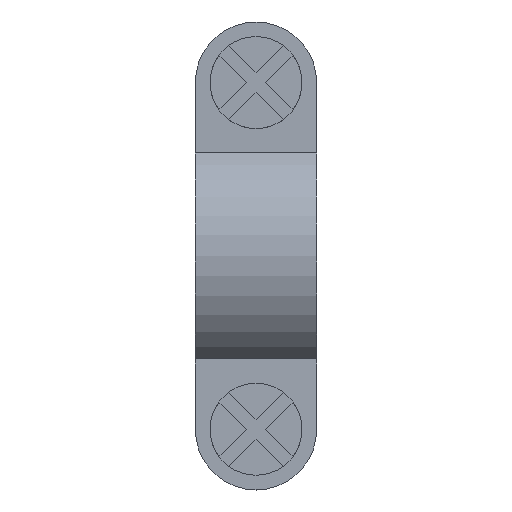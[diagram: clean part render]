
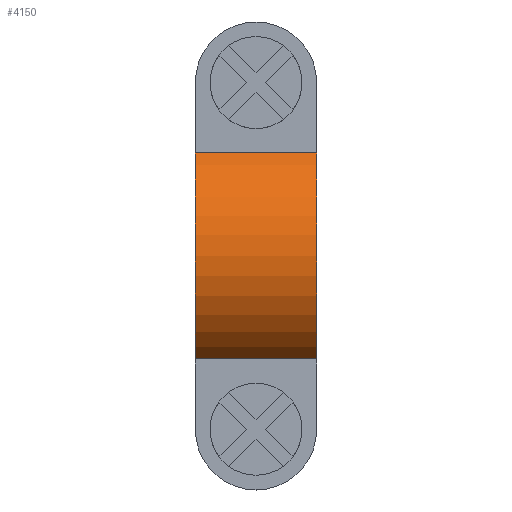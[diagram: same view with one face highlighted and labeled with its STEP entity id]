
A CAD part, top view. The second image highlights one B-rep face of the part: STEP entity #4150.
In plain terms, the highlighted cylindrical face has radius 7 mm (diameter 14 mm), a partial arc.
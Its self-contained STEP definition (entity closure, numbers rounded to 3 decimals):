
#530=CARTESIAN_POINT('',(15.212,-3.5,-4.061));
#540=VERTEX_POINT('',#530);
#570=CARTESIAN_POINT('',(9.27,-3.5,-7.761));
#580=DIRECTION('',(0.,-1.,0.));
#590=DIRECTION('',(1.,0.,0.));
#600=AXIS2_PLACEMENT_3D('',#570,#580,#590);
#610=CIRCLE('',#600,7.);
#620=CARTESIAN_POINT('',(3.328,-3.5,-4.061));
#630=VERTEX_POINT('',#620);
#640=EDGE_CURVE('',#540,#630,#610,.T.);
#1260=CARTESIAN_POINT('',(3.328,-10.5,-4.061));
#1270=VERTEX_POINT('',#1260);
#1300=CARTESIAN_POINT('',(9.27,-10.5,-7.761));
#1310=DIRECTION('',(0.,-1.,0.));
#1320=DIRECTION('',(1.,0.,0.));
#1330=AXIS2_PLACEMENT_3D('',#1300,#1310,#1320);
#1340=CIRCLE('',#1330,7.);
#1350=CARTESIAN_POINT('',(15.212,-10.5,-4.061));
#1360=VERTEX_POINT('',#1350);
#1370=EDGE_CURVE('',#1360,#1270,#1340,.T.);
#3140=CARTESIAN_POINT('',(15.212,-3.5,-4.061));
#3150=DIRECTION('',(0.,-1.,0.));
#3160=VECTOR('',#3150,1.);
#3170=LINE('',#3140,#3160);
#3180=EDGE_CURVE('',#540,#1360,#3170,.T.);
#3990=CARTESIAN_POINT('',(9.27,-3.5,-7.761));
#4000=DIRECTION('',(0.,-1.,0.));
#4010=DIRECTION('',(1.,0.,0.));
#4020=AXIS2_PLACEMENT_3D('',#3990,#4000,#4010);
#4030=CYLINDRICAL_SURFACE('',#4020,7.);
#4040=ORIENTED_EDGE('',*,*,#3180,.F.);
#4050=ORIENTED_EDGE('',*,*,#1370,.F.);
#4060=CARTESIAN_POINT('',(3.328,-3.5,-4.061));
#4070=DIRECTION('',(0.,-1.,0.));
#4080=VECTOR('',#4070,1.);
#4090=LINE('',#4060,#4080);
#4100=EDGE_CURVE('',#630,#1270,#4090,.T.);
#4110=ORIENTED_EDGE('',*,*,#4100,.T.);
#4120=ORIENTED_EDGE('',*,*,#640,.T.);
#4130=EDGE_LOOP('',(#4120,#4110,#4050,#4040));
#4140=FACE_OUTER_BOUND('',#4130,.T.);
#4150=ADVANCED_FACE('',(#4140),#4030,.T.);
